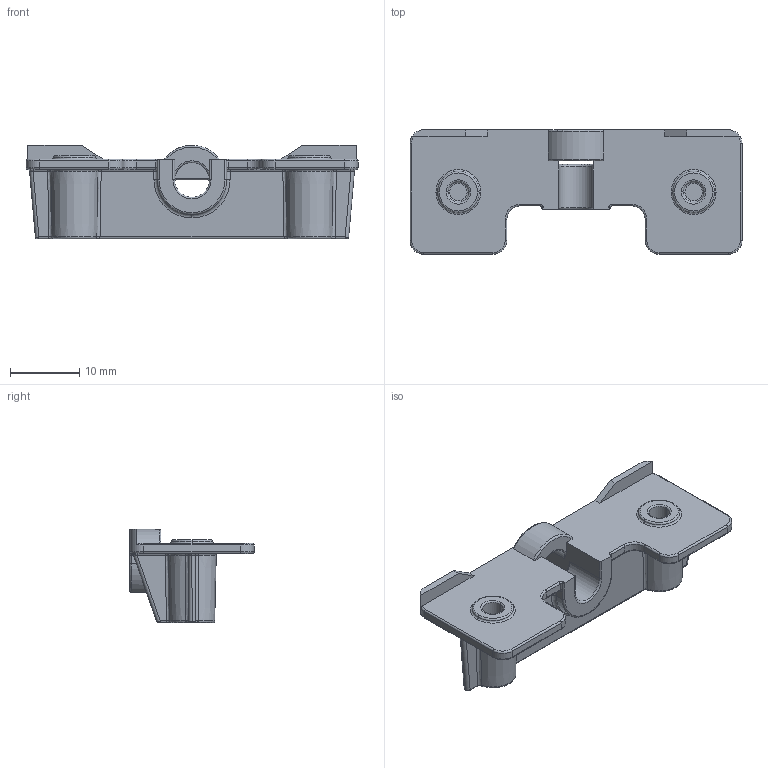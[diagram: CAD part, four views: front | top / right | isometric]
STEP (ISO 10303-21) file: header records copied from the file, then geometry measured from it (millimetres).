
FILE_DESCRIPTION (( 'STEP AP203' ), '1' );
FILE_NAME ('Moby-Attache bielle-V_Défaut_sldprt.STEP', '2019-11-01T12:16:59', ( '' ), ( '' ), 'SwSTEP 2.0', 'SolidWorks 2017', '' );
FILE_SCHEMA (( 'CONFIG_CONTROL_DESIGN' ));
Length unit declared in the file: millimetre
Products named in the file (1): Moby-Attache bielle-V_Défaut_sldprt
Bounding box: 48 x 18 x 13.5 mm (x, y, z)
Volume: 2436.4 mm3; surface area: 3234.1 mm2
Topology: 1 solids, 1 shells, 274 faces, 652 edges, 378 vertices
Faces by surface type: cylinder 94, torus 70, bspline 54, plane 48, cone 6, sphere 2
Entity records: 8884 total; most frequent: CARTESIAN_POINT 2813, ORIENTED_EDGE 1296, DIRECTION 1267, EDGE_CURVE 648, AXIS2_PLACEMENT_3D 528, VERTEX_POINT 378, CIRCLE 307, EDGE_LOOP 278
